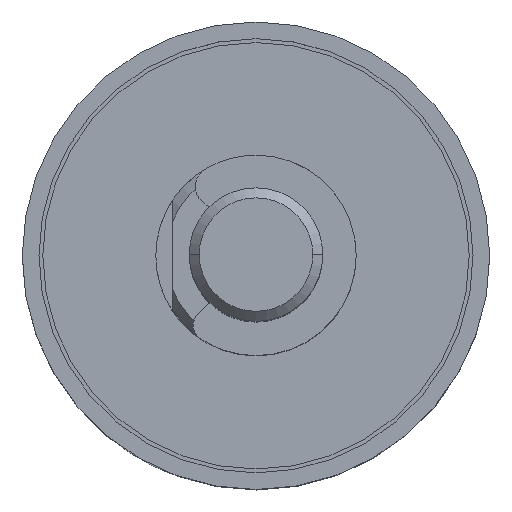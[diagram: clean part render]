
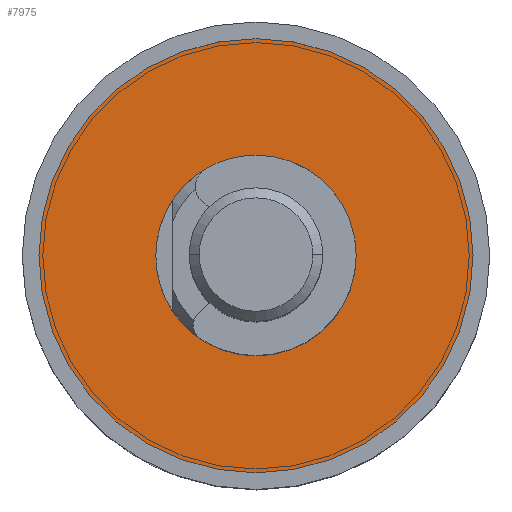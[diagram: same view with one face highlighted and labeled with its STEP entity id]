
A CAD part, top view. The second image highlights one B-rep face of the part: STEP entity #7975.
In plain terms, the highlighted planar face has unit normal (0, 0, 1).
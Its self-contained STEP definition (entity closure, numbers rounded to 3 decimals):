
#428 = VERTEX_POINT ( 'NONE', #1465 ) ;
#842 = DIRECTION ( 'NONE',  ( 1., 0., 0. ) ) ;
#1465 = CARTESIAN_POINT ( 'NONE',  ( -3., 0., 0.5 ) ) ;
#1788 = AXIS2_PLACEMENT_3D ( 'NONE', #3588, #10274, #2939 ) ;
#1988 = EDGE_CURVE ( 'NONE', #2809, #2317, #6747, .T. ) ;
#2186 = VERTEX_POINT ( 'NONE', #6626 ) ;
#2317 = VERTEX_POINT ( 'NONE', #8052 ) ;
#2674 = CIRCLE ( 'NONE', #1788, 3. ) ;
#2809 = VERTEX_POINT ( 'NONE', #9878 ) ;
#2939 = DIRECTION ( 'NONE',  ( -1., 0., 0. ) ) ;
#3452 = ORIENTED_EDGE ( 'NONE', *, *, #10376, .T. ) ;
#3537 = AXIS2_PLACEMENT_3D ( 'NONE', #8375, #10203, #5611 ) ;
#3588 = CARTESIAN_POINT ( 'NONE',  ( 0., 0., 0.5 ) ) ;
#3610 = CARTESIAN_POINT ( 'NONE',  ( 0., 0., 0.5 ) ) ;
#3964 = CIRCLE ( 'NONE', #3537, 6.5 ) ;
#5014 = DIRECTION ( 'NONE',  ( 1., 0., 0. ) ) ;
#5083 = EDGE_LOOP ( 'NONE', ( #5663, #8940 ) ) ;
#5245 = DIRECTION ( 'NONE',  ( 0., 0., 1. ) ) ;
#5328 = CARTESIAN_POINT ( 'NONE',  ( 0., 0., 0.5 ) ) ;
#5611 = DIRECTION ( 'NONE',  ( 1., 0., 0. ) ) ;
#5663 = ORIENTED_EDGE ( 'NONE', *, *, #9343, .T. ) ;
#6626 = CARTESIAN_POINT ( 'NONE',  ( 3., 0., 0.5 ) ) ;
#6694 = AXIS2_PLACEMENT_3D ( 'NONE', #3610, #9046, #8064 ) ;
#6747 = CIRCLE ( 'NONE', #8069, 6.5 ) ;
#6881 = DIRECTION ( 'NONE',  ( 0., 0., 1. ) ) ;
#7560 = ORIENTED_EDGE ( 'NONE', *, *, #10655, .T. ) ;
#7754 = CARTESIAN_POINT ( 'NONE',  ( 3., 0., 0.5 ) ) ;
#7839 = FACE_BOUND ( 'NONE', #8505, .T. ) ;
#7975 = ADVANCED_FACE ( 'NONE', ( #7839, #9874 ), #10555, .T. ) ;
#8052 = CARTESIAN_POINT ( 'NONE',  ( 6.5, 0., 0.5 ) ) ;
#8064 = DIRECTION ( 'NONE',  ( -1., 0., 0. ) ) ;
#8069 = AXIS2_PLACEMENT_3D ( 'NONE', #5328, #5245, #842 ) ;
#8375 = CARTESIAN_POINT ( 'NONE',  ( 0., 0., 0.5 ) ) ;
#8505 = EDGE_LOOP ( 'NONE', ( #3452, #7560 ) ) ;
#8940 = ORIENTED_EDGE ( 'NONE', *, *, #1988, .T. ) ;
#9046 = DIRECTION ( 'NONE',  ( 0., 0., -1. ) ) ;
#9343 = EDGE_CURVE ( 'NONE', #2317, #2809, #3964, .T. ) ;
#9821 = AXIS2_PLACEMENT_3D ( 'NONE', #7754, #6881, #5014 ) ;
#9874 = FACE_OUTER_BOUND ( 'NONE', #5083, .T. ) ;
#9878 = CARTESIAN_POINT ( 'NONE',  ( -6.5, 0., 0.5 ) ) ;
#10203 = DIRECTION ( 'NONE',  ( 0., 0., 1. ) ) ;
#10274 = DIRECTION ( 'NONE',  ( 0., 0., -1. ) ) ;
#10376 = EDGE_CURVE ( 'NONE', #428, #2186, #10849, .T. ) ;
#10555 = PLANE ( 'NONE',  #9821 ) ;
#10655 = EDGE_CURVE ( 'NONE', #2186, #428, #2674, .T. ) ;
#10849 = CIRCLE ( 'NONE', #6694, 3. ) ;
